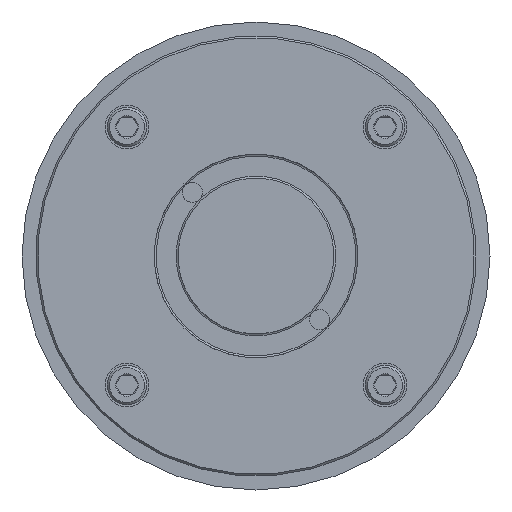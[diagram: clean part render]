
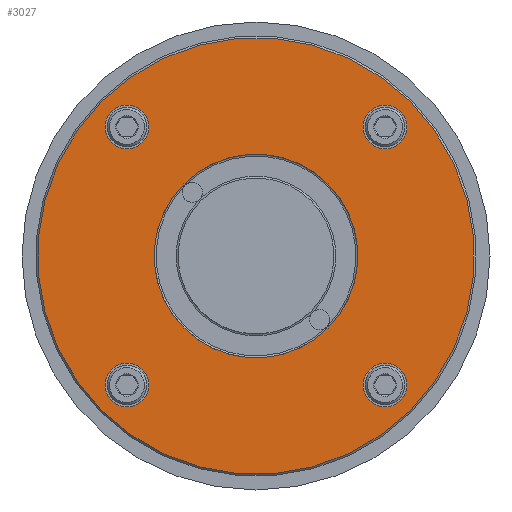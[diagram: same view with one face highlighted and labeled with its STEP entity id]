
A CAD part, left-side view. The second image highlights one B-rep face of the part: STEP entity #3027.
In plain terms, the highlighted planar face has unit normal (-1, 0, 0).
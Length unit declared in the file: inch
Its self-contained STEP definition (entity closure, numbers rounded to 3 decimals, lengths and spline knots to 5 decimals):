
#29 = CARTESIAN_POINT ( 'NONE',  ( -0.312, -1.21587, 1.21587 ) ) ;
#69 = CARTESIAN_POINT ( 'NONE',  ( -0.312, 0., 0. ) ) ;
#153 = AXIS2_PLACEMENT_3D ( 'NONE', #887, #2883, #1174 ) ;
#327 = DIRECTION ( 'NONE',  ( 0., -0.707, 0.707 ) ) ;
#330 = CIRCLE ( 'NONE', #2263, 0.8025 ) ;
#576 = ORIENTED_EDGE ( 'NONE', *, *, #2513, .F. ) ;
#755 = AXIS2_PLACEMENT_3D ( 'NONE', #3071, #1349, #3384 ) ;
#804 = AXIS2_PLACEMENT_3D ( 'NONE', #2771, #1051, #3073 ) ;
#805 = CIRCLE ( 'NONE', #804, 0.172 ) ;
#887 = CARTESIAN_POINT ( 'NONE',  ( -0.312, -1.01682, -1.01682 ) ) ;
#922 = CARTESIAN_POINT ( 'NONE',  ( -0.312, -1.01682, 1.01682 ) ) ;
#1051 = DIRECTION ( 'NONE',  ( -1., 0., 0. ) ) ;
#1107 = VERTEX_POINT ( 'NONE', #29 ) ;
#1113 = EDGE_LOOP ( 'NONE', ( #576 ) ) ;
#1172 = VERTEX_POINT ( 'NONE', #2833 ) ;
#1174 = DIRECTION ( 'NONE',  ( 0., -0.707, -0.707 ) ) ;
#1209 = VERTEX_POINT ( 'NONE', #2535 ) ;
#1215 = DIRECTION ( 'NONE',  ( 0., -0.707, -0.707 ) ) ;
#1245 = VERTEX_POINT ( 'NONE', #1948 ) ;
#1321 = VERTEX_POINT ( 'NONE', #3122 ) ;
#1349 = DIRECTION ( 'NONE',  ( -1., 0., 0. ) ) ;
#1376 = CARTESIAN_POINT ( 'NONE',  ( -0.312, -1.13844, 0.8952 ) ) ;
#1407 = DIRECTION ( 'NONE',  ( -1., 0., 0. ) ) ;
#1421 = EDGE_CURVE ( 'NONE', #1461, #1461, #2183, .T. ) ;
#1461 = VERTEX_POINT ( 'NONE', #1376 ) ;
#1653 = CARTESIAN_POINT ( 'NONE',  ( -0.312, 1.01682, -1.01682 ) ) ;
#1685 = EDGE_LOOP ( 'NONE', ( #1788 ) ) ;
#1733 = CIRCLE ( 'NONE', #755, 1.7195 ) ;
#1746 = EDGE_LOOP ( 'NONE', ( #2112 ) ) ;
#1788 = ORIENTED_EDGE ( 'NONE', *, *, #1421, .F. ) ;
#1858 = ORIENTED_EDGE ( 'NONE', *, *, #2220, .F. ) ;
#1931 = DIRECTION ( 'NONE',  ( 0., -0.707, -0.707 ) ) ;
#1948 = CARTESIAN_POINT ( 'NONE',  ( -0.312, -0.56745, 0.56745 ) ) ;
#1995 = AXIS2_PLACEMENT_3D ( 'NONE', #1653, #3713, #1931 ) ;
#2015 = DIRECTION ( 'NONE',  ( -1., 0., 0. ) ) ;
#2031 = EDGE_LOOP ( 'NONE', ( #1858 ) ) ;
#2099 = AXIS2_PLACEMENT_3D ( 'NONE', #2244, #1407, #3445 ) ;
#2112 = ORIENTED_EDGE ( 'NONE', *, *, #2804, .F. ) ;
#2183 = CIRCLE ( 'NONE', #3486, 0.172 ) ;
#2220 = EDGE_CURVE ( 'NONE', #1321, #1321, #805, .T. ) ;
#2244 = CARTESIAN_POINT ( 'NONE',  ( -0.312, -0.56745, 0.56745 ) ) ;
#2263 = AXIS2_PLACEMENT_3D ( 'NONE', #69, #2015, #327 ) ;
#2315 = EDGE_LOOP ( 'NONE', ( #3359 ) ) ;
#2513 = EDGE_CURVE ( 'NONE', #1245, #1245, #330, .T. ) ;
#2535 = CARTESIAN_POINT ( 'NONE',  ( -0.312, 0.8952, -1.13844 ) ) ;
#2664 = CIRCLE ( 'NONE', #153, 0.172 ) ;
#2771 = CARTESIAN_POINT ( 'NONE',  ( -0.312, 1.01682, 1.01682 ) ) ;
#2804 = EDGE_CURVE ( 'NONE', #1209, #1209, #3235, .T. ) ;
#2833 = CARTESIAN_POINT ( 'NONE',  ( -0.312, -1.13844, -1.13844 ) ) ;
#2855 = FACE_BOUND ( 'NONE', #1113, .T. ) ;
#2863 = FACE_BOUND ( 'NONE', #1746, .T. ) ;
#2866 = FACE_BOUND ( 'NONE', #2031, .T. ) ;
#2883 = DIRECTION ( 'NONE',  ( -1., 0., 0. ) ) ;
#2902 = FACE_BOUND ( 'NONE', #2315, .T. ) ;
#2905 = FACE_OUTER_BOUND ( 'NONE', #3546, .T. ) ;
#2921 = DIRECTION ( 'NONE',  ( -1., 0., 0. ) ) ;
#2934 = FACE_BOUND ( 'NONE', #1685, .T. ) ;
#3027 = ADVANCED_FACE ( 'NONE', ( #2866, #2863, #2902, #2934, #2905, #2855 ), #3711, .T. ) ;
#3071 = CARTESIAN_POINT ( 'NONE',  ( -0.312, 0., 0. ) ) ;
#3073 = DIRECTION ( 'NONE',  ( 0., -0.707, -0.707 ) ) ;
#3103 = EDGE_CURVE ( 'NONE', #1172, #1172, #2664, .T. ) ;
#3122 = CARTESIAN_POINT ( 'NONE',  ( -0.312, 0.8952, 0.8952 ) ) ;
#3204 = ORIENTED_EDGE ( 'NONE', *, *, #3683, .T. ) ;
#3235 = CIRCLE ( 'NONE', #1995, 0.172 ) ;
#3359 = ORIENTED_EDGE ( 'NONE', *, *, #3103, .F. ) ;
#3384 = DIRECTION ( 'NONE',  ( 0., -0.707, 0.707 ) ) ;
#3445 = DIRECTION ( 'NONE',  ( 0., -0.707, 0.707 ) ) ;
#3486 = AXIS2_PLACEMENT_3D ( 'NONE', #922, #2921, #1215 ) ;
#3546 = EDGE_LOOP ( 'NONE', ( #3204 ) ) ;
#3683 = EDGE_CURVE ( 'NONE', #1107, #1107, #1733, .T. ) ;
#3711 = PLANE ( 'NONE',  #2099 ) ;
#3713 = DIRECTION ( 'NONE',  ( -1., 0., 0. ) ) ;
